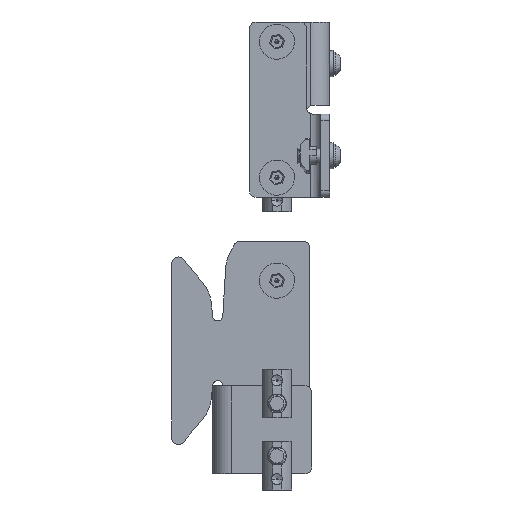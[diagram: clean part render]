
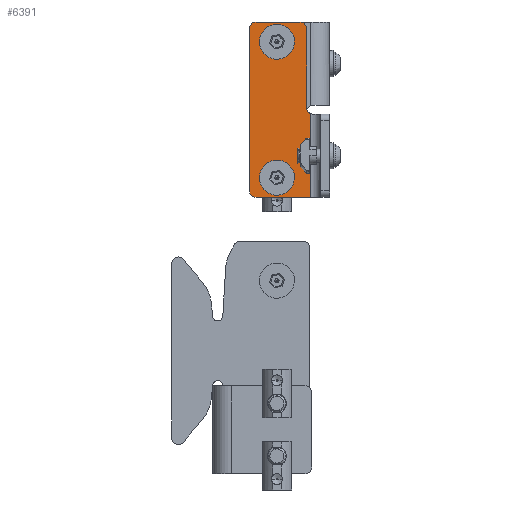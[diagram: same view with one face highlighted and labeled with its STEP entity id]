
A CAD part, left-side view. The second image highlights one B-rep face of the part: STEP entity #6391.
In plain terms, the highlighted face is planar.
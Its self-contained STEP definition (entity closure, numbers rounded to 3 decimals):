
#300 = ORIENTED_EDGE ( 'NONE', *, *, #7863, .T. ) ;
#340 = AXIS2_PLACEMENT_3D ( 'NONE', #6098, #888, #872 ) ;
#511 = AXIS2_PLACEMENT_3D ( 'NONE', #2705, #2658, #2569 ) ;
#578 = AXIS2_PLACEMENT_3D ( 'NONE', #8945, #10448, #10434 ) ;
#673 = VERTEX_POINT ( 'NONE', #2228 ) ;
#705 = EDGE_CURVE ( 'NONE', #8883, #8386, #8145, .T. ) ;
#717 = ORIENTED_EDGE ( 'NONE', *, *, #7476, .F. ) ;
#750 = VECTOR ( 'NONE', #7750, 1000. ) ;
#872 = DIRECTION ( 'NONE',  ( 1., 0., 0. ) ) ;
#888 = DIRECTION ( 'NONE',  ( 0., 0., 1. ) ) ;
#939 = CARTESIAN_POINT ( 'NONE',  ( 10.5, 77., -4. ) ) ;
#981 = ORIENTED_EDGE ( 'NONE', *, *, #10271, .T. ) ;
#1069 = CARTESIAN_POINT ( 'NONE',  ( 10.5, 41., -4. ) ) ;
#1180 = DIRECTION ( 'NONE',  ( -1., 0., 0. ) ) ;
#1432 = DIRECTION ( 'NONE',  ( 1., 0., 0. ) ) ;
#1441 = LINE ( 'NONE', #7738, #750 ) ;
#1542 = VECTOR ( 'NONE', #4765, 1000. ) ;
#1686 = CARTESIAN_POINT ( 'NONE',  ( 8.5, 80., -4. ) ) ;
#1758 = ORIENTED_EDGE ( 'NONE', *, *, #3054, .F. ) ;
#1911 = CARTESIAN_POINT ( 'NONE',  ( 36.5, 77., -4. ) ) ;
#2016 = DIRECTION ( 'NONE',  ( 0., 1., 0. ) ) ;
#2060 = ORIENTED_EDGE ( 'NONE', *, *, #7154, .T. ) ;
#2083 = CIRCLE ( 'NONE', #8139, 7.5 ) ;
#2089 = EDGE_CURVE ( 'NONE', #5718, #7591, #5866, .T. ) ;
#2213 = CIRCLE ( 'NONE', #3594, 7.5 ) ;
#2228 = CARTESIAN_POINT ( 'NONE',  ( 16.5, 9., -4. ) ) ;
#2299 = EDGE_LOOP ( 'NONE', ( #3876, #1758, #717, #10084, #2060, #3463, #5537, #8270, #9019 ) ) ;
#2530 = CARTESIAN_POINT ( 'NONE',  ( 24., 9., -4. ) ) ;
#2569 = DIRECTION ( 'NONE',  ( -1., 0., 0. ) ) ;
#2658 = DIRECTION ( 'NONE',  ( 0., 0., 1. ) ) ;
#2705 = CARTESIAN_POINT ( 'NONE',  ( 33.5, 3., -4. ) ) ;
#2820 = EDGE_CURVE ( 'NONE', #7773, #8883, #1441, .T. ) ;
#2848 = CIRCLE ( 'NONE', #7911, 3. ) ;
#2930 = AXIS2_PLACEMENT_3D ( 'NONE', #4092, #3385, #1432 ) ;
#2973 = DIRECTION ( 'NONE',  ( 0., 0., 1. ) ) ;
#2992 = CARTESIAN_POINT ( 'NONE',  ( 24., 71., -4. ) ) ;
#3054 = EDGE_CURVE ( 'NONE', #6392, #7773, #2848, .T. ) ;
#3069 = FACE_BOUND ( 'NONE', #9054, .T. ) ;
#3077 = DIRECTION ( 'NONE',  ( -1., 0., 0. ) ) ;
#3123 = CARTESIAN_POINT ( 'NONE',  ( 10.5, 90.755, -4. ) ) ;
#3272 = DIRECTION ( 'NONE',  ( 0., 1., 0. ) ) ;
#3325 = FACE_BOUND ( 'NONE', #8546, .T. ) ;
#3385 = DIRECTION ( 'NONE',  ( 0., 0., 1. ) ) ;
#3436 = FACE_OUTER_BOUND ( 'NONE', #2299, .T. ) ;
#3463 = ORIENTED_EDGE ( 'NONE', *, *, #6913, .T. ) ;
#3497 = CARTESIAN_POINT ( 'NONE',  ( 16.5, 71., -4. ) ) ;
#3501 = AXIS2_PLACEMENT_3D ( 'NONE', #2992, #2973, #3077 ) ;
#3594 = AXIS2_PLACEMENT_3D ( 'NONE', #2530, #4846, #10440 ) ;
#3609 = DIRECTION ( 'NONE',  ( 0., 0., 1. ) ) ;
#3621 = CARTESIAN_POINT ( 'NONE',  ( 13.5, 80., -4. ) ) ;
#3795 = AXIS2_PLACEMENT_3D ( 'NONE', #9259, #3609, #1180 ) ;
#3876 = ORIENTED_EDGE ( 'NONE', *, *, #2820, .F. ) ;
#4024 = EDGE_CURVE ( 'NONE', #8386, #4754, #9007, .T. ) ;
#4092 = CARTESIAN_POINT ( 'NONE',  ( 7.5, 41., -4. ) ) ;
#4122 = EDGE_CURVE ( 'NONE', #673, #9204, #9722, .T. ) ;
#4271 = CARTESIAN_POINT ( 'NONE',  ( 8.5, 0., -4. ) ) ;
#4356 = DIRECTION ( 'NONE',  ( 0., -1., 0. ) ) ;
#4380 = CARTESIAN_POINT ( 'NONE',  ( 36.5, 3., -4. ) ) ;
#4659 = CARTESIAN_POINT ( 'NONE',  ( 8.5, 0., -4. ) ) ;
#4700 = EDGE_CURVE ( 'NONE', #9594, #4754, #6875, .T. ) ;
#4754 = VERTEX_POINT ( 'NONE', #1069 ) ;
#4764 = ORIENTED_EDGE ( 'NONE', *, *, #4122, .T. ) ;
#4765 = DIRECTION ( 'NONE',  ( -1., 0., 0. ) ) ;
#4814 = CARTESIAN_POINT ( 'NONE',  ( 31.5, 71., -4. ) ) ;
#4846 = DIRECTION ( 'NONE',  ( 0., 0., 1. ) ) ;
#5394 = LINE ( 'NONE', #5408, #7739 ) ;
#5408 = CARTESIAN_POINT ( 'NONE',  ( 36.5, 80., -4. ) ) ;
#5537 = ORIENTED_EDGE ( 'NONE', *, *, #4700, .T. ) ;
#5718 = VERTEX_POINT ( 'NONE', #7692 ) ;
#5866 = CIRCLE ( 'NONE', #511, 3. ) ;
#6047 = DIRECTION ( 'NONE',  ( -1., 0., 0. ) ) ;
#6080 = DIRECTION ( 'NONE',  ( 0., 0., 1. ) ) ;
#6089 = CARTESIAN_POINT ( 'NONE',  ( 24., 71., -4. ) ) ;
#6098 = CARTESIAN_POINT ( 'NONE',  ( 13.5, 77., -4. ) ) ;
#6125 = DIRECTION ( 'NONE',  ( 1., 0., 0. ) ) ;
#6133 = DIRECTION ( 'NONE',  ( 0., 0., 1. ) ) ;
#6135 = CARTESIAN_POINT ( 'NONE',  ( 33.5, 77., -4. ) ) ;
#6391 = ADVANCED_FACE ( 'NONE', ( #3436, #3325, #3069 ), #10472, .T. ) ;
#6392 = VERTEX_POINT ( 'NONE', #1911 ) ;
#6875 = CIRCLE ( 'NONE', #2930, 3. ) ;
#6913 = EDGE_CURVE ( 'NONE', #8873, #9594, #9718, .T. ) ;
#7154 = EDGE_CURVE ( 'NONE', #5718, #8873, #7547, .T. ) ;
#7217 = CARTESIAN_POINT ( 'NONE',  ( 8.5, 38.172, -4. ) ) ;
#7476 = EDGE_CURVE ( 'NONE', #7591, #6392, #5394, .T. ) ;
#7545 = EDGE_CURVE ( 'NONE', #10177, #10030, #8275, .T. ) ;
#7547 = LINE ( 'NONE', #4659, #1542 ) ;
#7591 = VERTEX_POINT ( 'NONE', #4380 ) ;
#7692 = CARTESIAN_POINT ( 'NONE',  ( 33.5, 0., -4. ) ) ;
#7738 = CARTESIAN_POINT ( 'NONE',  ( 8.5, 80., -4. ) ) ;
#7739 = VECTOR ( 'NONE', #3272, 1000. ) ;
#7750 = DIRECTION ( 'NONE',  ( -1., 0., 0. ) ) ;
#7773 = VERTEX_POINT ( 'NONE', #10274 ) ;
#7842 = VECTOR ( 'NONE', #2016, 1000. ) ;
#7863 = EDGE_CURVE ( 'NONE', #10030, #10177, #2083, .T. ) ;
#7911 = AXIS2_PLACEMENT_3D ( 'NONE', #6135, #6133, #6125 ) ;
#7982 = ORIENTED_EDGE ( 'NONE', *, *, #7545, .T. ) ;
#8139 = AXIS2_PLACEMENT_3D ( 'NONE', #6089, #6080, #6047 ) ;
#8145 = CIRCLE ( 'NONE', #340, 3. ) ;
#8270 = ORIENTED_EDGE ( 'NONE', *, *, #4024, .F. ) ;
#8275 = CIRCLE ( 'NONE', #3501, 7.5 ) ;
#8386 = VERTEX_POINT ( 'NONE', #939 ) ;
#8546 = EDGE_LOOP ( 'NONE', ( #4764, #981 ) ) ;
#8873 = VERTEX_POINT ( 'NONE', #4271 ) ;
#8883 = VERTEX_POINT ( 'NONE', #3621 ) ;
#8945 = CARTESIAN_POINT ( 'NONE',  ( 8.5, 80., -4. ) ) ;
#9007 = LINE ( 'NONE', #3123, #9431 ) ;
#9019 = ORIENTED_EDGE ( 'NONE', *, *, #705, .F. ) ;
#9054 = EDGE_LOOP ( 'NONE', ( #7982, #300 ) ) ;
#9204 = VERTEX_POINT ( 'NONE', #9250 ) ;
#9250 = CARTESIAN_POINT ( 'NONE',  ( 31.5, 9., -4. ) ) ;
#9259 = CARTESIAN_POINT ( 'NONE',  ( 24., 9., -4. ) ) ;
#9431 = VECTOR ( 'NONE', #4356, 1000. ) ;
#9594 = VERTEX_POINT ( 'NONE', #7217 ) ;
#9718 = LINE ( 'NONE', #1686, #7842 ) ;
#9722 = CIRCLE ( 'NONE', #3795, 7.5 ) ;
#10030 = VERTEX_POINT ( 'NONE', #4814 ) ;
#10084 = ORIENTED_EDGE ( 'NONE', *, *, #2089, .F. ) ;
#10177 = VERTEX_POINT ( 'NONE', #3497 ) ;
#10271 = EDGE_CURVE ( 'NONE', #9204, #673, #2213, .T. ) ;
#10274 = CARTESIAN_POINT ( 'NONE',  ( 33.5, 80., -4. ) ) ;
#10434 = DIRECTION ( 'NONE',  ( -1., 0., 0. ) ) ;
#10440 = DIRECTION ( 'NONE',  ( -1., 0., 0. ) ) ;
#10448 = DIRECTION ( 'NONE',  ( 0., 0., -1. ) ) ;
#10472 = PLANE ( 'NONE',  #578 ) ;
